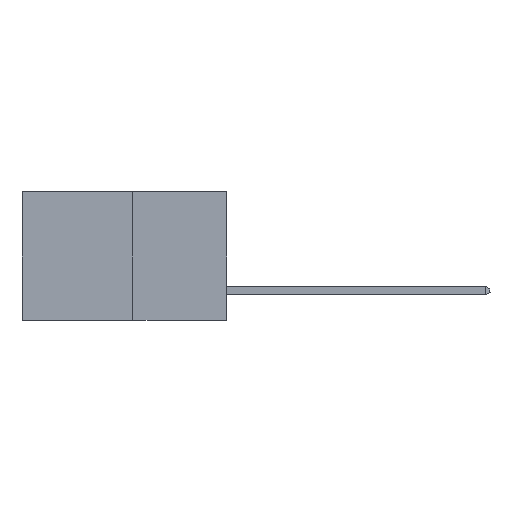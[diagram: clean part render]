
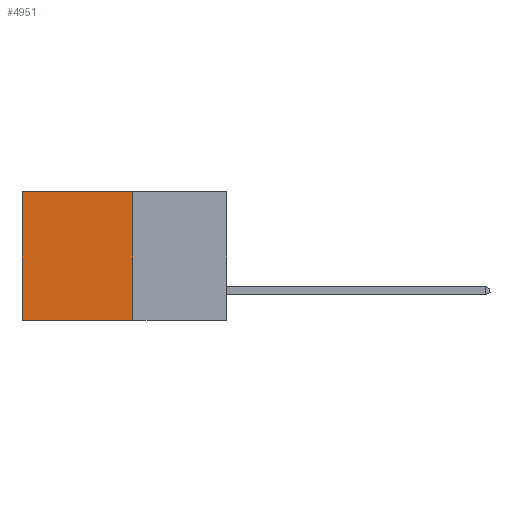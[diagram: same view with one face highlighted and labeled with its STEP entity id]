
A CAD part, left-side view. The second image highlights one B-rep face of the part: STEP entity #4951.
In plain terms, the highlighted planar face has unit normal (-1, 0, 0).
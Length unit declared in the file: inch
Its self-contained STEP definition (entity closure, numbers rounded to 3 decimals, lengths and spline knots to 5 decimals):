
#95 = CARTESIAN_POINT ( 'NONE',  ( 0.277, 0.27, 0. ) ) ;
#717 = ORIENTED_EDGE ( 'NONE', *, *, #14591, .T. ) ;
#1478 = EDGE_LOOP ( 'NONE', ( #14989, #13435, #15581, #717 ) ) ;
#1657 = DIRECTION ( 'NONE',  ( 0., 1., 0. ) ) ;
#1808 = CARTESIAN_POINT ( 'NONE',  ( 0.277, 0.27, 0. ) ) ;
#3124 = CARTESIAN_POINT ( 'NONE',  ( 0.277, 0.27, -0.37 ) ) ;
#3194 = DIRECTION ( 'NONE',  ( 0., 0., -1. ) ) ;
#3401 = VECTOR ( 'NONE', #16005, 39.37008 ) ;
#3556 = FACE_OUTER_BOUND ( 'NONE', #1478, .T. ) ;
#4067 = DIRECTION ( 'NONE',  ( 0., 1., 0. ) ) ;
#4667 = CARTESIAN_POINT ( 'NONE',  ( 0.277, 0.27, -0.37 ) ) ;
#4951 = ADVANCED_FACE ( 'NONE', ( #3556 ), #6976, .F. ) ;
#5679 = VECTOR ( 'NONE', #3194, 39.37008 ) ;
#6633 = CARTESIAN_POINT ( 'NONE',  ( 0.277, 0.59, -0.37 ) ) ;
#6722 = DIRECTION ( 'NONE',  ( 0., 0., -1. ) ) ;
#6864 = DIRECTION ( 'NONE',  ( 1., 0., 0. ) ) ;
#6976 = PLANE ( 'NONE',  #12439 ) ;
#6997 = VERTEX_POINT ( 'NONE', #1808 ) ;
#7247 = VERTEX_POINT ( 'NONE', #8419 ) ;
#7484 = CARTESIAN_POINT ( 'NONE',  ( 0.277, 0.27, -0.37 ) ) ;
#8419 = CARTESIAN_POINT ( 'NONE',  ( 0.277, 0.59, 0. ) ) ;
#9076 = EDGE_CURVE ( 'NONE', #7247, #14130, #15423, .T. ) ;
#9936 = VERTEX_POINT ( 'NONE', #3124 ) ;
#10069 = LINE ( 'NONE', #95, #17518 ) ;
#10318 = EDGE_CURVE ( 'NONE', #9936, #14130, #11893, .T. ) ;
#11863 = EDGE_CURVE ( 'NONE', #6997, #9936, #17146, .T. ) ;
#11893 = LINE ( 'NONE', #13132, #12372 ) ;
#12372 = VECTOR ( 'NONE', #4067, 39.37008 ) ;
#12439 = AXIS2_PLACEMENT_3D ( 'NONE', #7484, #6864, #6722 ) ;
#13132 = CARTESIAN_POINT ( 'NONE',  ( 0.277, 0.27, -0.37 ) ) ;
#13435 = ORIENTED_EDGE ( 'NONE', *, *, #10318, .F. ) ;
#14130 = VERTEX_POINT ( 'NONE', #6633 ) ;
#14591 = EDGE_CURVE ( 'NONE', #6997, #7247, #10069, .T. ) ;
#14989 = ORIENTED_EDGE ( 'NONE', *, *, #9076, .T. ) ;
#15423 = LINE ( 'NONE', #18831, #3401 ) ;
#15581 = ORIENTED_EDGE ( 'NONE', *, *, #11863, .F. ) ;
#16005 = DIRECTION ( 'NONE',  ( 0., 0., -1. ) ) ;
#17146 = LINE ( 'NONE', #4667, #5679 ) ;
#17518 = VECTOR ( 'NONE', #1657, 39.37008 ) ;
#18831 = CARTESIAN_POINT ( 'NONE',  ( 0.277, 0.59, -0.37 ) ) ;
